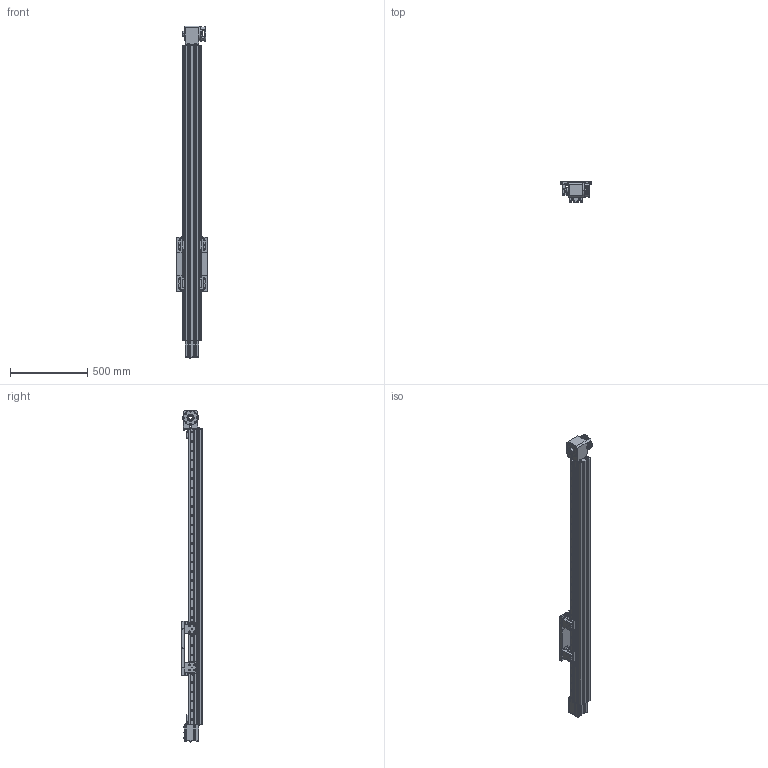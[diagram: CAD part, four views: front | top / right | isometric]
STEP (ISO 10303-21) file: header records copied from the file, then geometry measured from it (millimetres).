
FILE_DESCRIPTION (( 'STEP AP203' ), '1' );
FILE_NAME ('812.HHL.XXXX.STEP', '2016-12-12T14:44:45', ( 'Utente' ), ( '' ), 'SwSTEP 2.0', 'SolidWorks 2016', '' );
FILE_SCHEMA (( 'CONFIG_CONTROL_DESIGN' ));
Products named in the file (1): 812.HHL.XXXX
Bounding box: 200 x 135 x 2148.75 mm (x, y, z)
Surface area: 1477800.8 mm2 (no closed solid volume)
Topology: 0 solids, 308 shells, 1821 faces, 7299 edges, 5662 vertices
Faces by surface type: plane 956, cylinder 647, torus 122, cone 63, bspline 33
Entity records: 81234 total; most frequent: CARTESIAN_POINT 20398, DIRECTION 13132, ORIENTED_EDGE 10093, EDGE_CURVE 7289, VERTEX_POINT 5662, VECTOR 4550, LINE 4550, AXIS2_PLACEMENT_3D 4291
